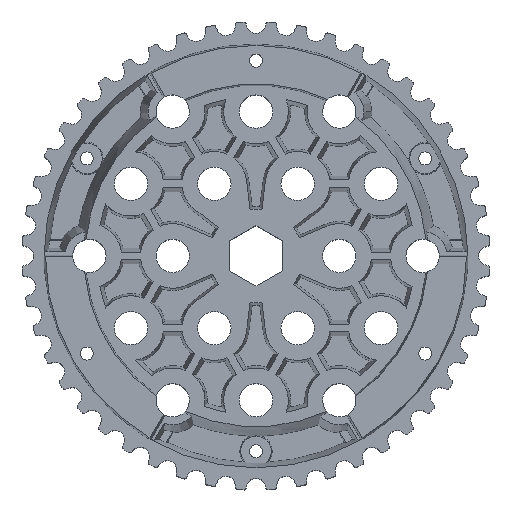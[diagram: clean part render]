
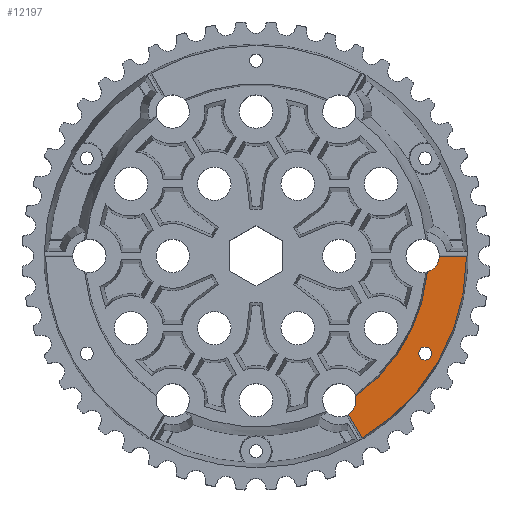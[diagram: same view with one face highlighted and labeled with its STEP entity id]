
A CAD part, top view. The second image highlights one B-rep face of the part: STEP entity #12197.
In plain terms, the highlighted planar face has unit normal (0, 0, 1).
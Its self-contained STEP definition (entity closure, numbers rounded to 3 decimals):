
#1207 = EDGE_LOOP ( 'NONE', ( #12254, #19673 ) ) ;
#1293 = DIRECTION ( 'NONE',  ( -1., 0., 0. ) ) ;
#1654 = VERTEX_POINT ( 'NONE', #3685 ) ;
#2012 = DIRECTION ( 'NONE',  ( -1., 0., 0. ) ) ;
#2372 = AXIS2_PLACEMENT_3D ( 'NONE', #3727, #15890, #11364 ) ;
#2703 = CIRCLE ( 'NONE', #17419, 1.6 ) ;
#2768 = ORIENTED_EDGE ( 'NONE', *, *, #6409, .F. ) ;
#2803 = CARTESIAN_POINT ( 'NONE',  ( 14.5, -22.918, 11.7 ) ) ;
#3016 = AXIS2_PLACEMENT_3D ( 'NONE', #6555, #21998, #10997 ) ;
#3333 = CARTESIAN_POINT ( 'NONE',  ( 14.738, -32.293, 11.7 ) ) ;
#3685 = CARTESIAN_POINT ( 'NONE',  ( 18.712, -23., 11.7 ) ) ;
#3727 = CARTESIAN_POINT ( 'NONE',  ( -1.5, -22.918, 11.7 ) ) ;
#4563 = EDGE_LOOP ( 'NONE', ( #2768, #27982, #13264, #15533, #4881, #5510, #19439 ) ) ;
#4810 = AXIS2_PLACEMENT_3D ( 'NONE', #24373, #6719, #17880 ) ;
#4881 = ORIENTED_EDGE ( 'NONE', *, *, #12757, .T. ) ;
#5022 = CARTESIAN_POINT ( 'NONE',  ( 16.098, -23., 11.7 ) ) ;
#5049 = DIRECTION ( 'NONE',  ( 0., 0., 1. ) ) ;
#5174 = EDGE_CURVE ( 'NONE', #6543, #24175, #5747, .T. ) ;
#5281 = CARTESIAN_POINT ( 'NONE',  ( 6.5, -36.775, 11.7 ) ) ;
#5330 = VERTEX_POINT ( 'NONE', #17767 ) ;
#5510 = ORIENTED_EDGE ( 'NONE', *, *, #22925, .F. ) ;
#5747 = CIRCLE ( 'NONE', #2372, 16.533 ) ;
#6002 = CARTESIAN_POINT ( 'NONE',  ( 14.962, -24.45, 11.7 ) ) ;
#6097 = VERTEX_POINT ( 'NONE', #14747 ) ;
#6409 = EDGE_CURVE ( 'NONE', #24175, #21706, #2703, .T. ) ;
#6543 = VERTEX_POINT ( 'NONE', #14331 ) ;
#6555 = CARTESIAN_POINT ( 'NONE',  ( 6.5, -36.775, 11.7 ) ) ;
#6719 = DIRECTION ( 'NONE',  ( 0., 0., -1. ) ) ;
#7331 = EDGE_CURVE ( 'NONE', #5330, #17254, #13432, .T. ) ;
#7551 = PLANE ( 'NONE',  #22913 ) ;
#7858 = CARTESIAN_POINT ( 'NONE',  ( 8.676, -40.381, 11.7 ) ) ;
#8710 = CARTESIAN_POINT ( 'NONE',  ( 15.363, -32.293, 11.7 ) ) ;
#8824 = LINE ( 'NONE', #26099, #9182 ) ;
#9182 = VECTOR ( 'NONE', #2012, 1000. ) ;
#9356 = CIRCLE ( 'NONE', #27138, 0.625 ) ;
#10065 = DIRECTION ( 'NONE',  ( 0.5, -0.866, 0. ) ) ;
#10782 = FACE_OUTER_BOUND ( 'NONE', #4563, .T. ) ;
#10910 = AXIS2_PLACEMENT_3D ( 'NONE', #5281, #23348, #12281 ) ;
#10997 = DIRECTION ( 'NONE',  ( -1., 0., 0. ) ) ;
#11150 = CARTESIAN_POINT ( 'NONE',  ( 8.869, -40.716, 11.7 ) ) ;
#11364 = DIRECTION ( 'NONE',  ( 1., 0., 0. ) ) ;
#12197 = ADVANCED_FACE ( 'NONE', ( #19391, #10782 ), #7551, .T. ) ;
#12206 = CARTESIAN_POINT ( 'NONE',  ( 0.742, -24.715, 11.7 ) ) ;
#12254 = ORIENTED_EDGE ( 'NONE', *, *, #7331, .T. ) ;
#12281 = DIRECTION ( 'NONE',  ( -1., 0., 0. ) ) ;
#12757 = EDGE_CURVE ( 'NONE', #14158, #28000, #25941, .T. ) ;
#13044 = DIRECTION ( 'NONE',  ( -1., 0., 0. ) ) ;
#13264 = ORIENTED_EDGE ( 'NONE', *, *, #24856, .F. ) ;
#13432 = CIRCLE ( 'NONE', #21118, 0.625 ) ;
#13434 = CARTESIAN_POINT ( 'NONE',  ( 7.369, -38.118, 11.7 ) ) ;
#13561 = DIRECTION ( 'NONE',  ( 0.5, -0.866, 0. ) ) ;
#13827 = VECTOR ( 'NONE', #13561, 1000. ) ;
#13848 = DIRECTION ( 'NONE',  ( -1., 0., 0. ) ) ;
#14158 = VERTEX_POINT ( 'NONE', #13434 ) ;
#14331 = CARTESIAN_POINT ( 'NONE',  ( 8.058, -36.409, 11.7 ) ) ;
#14394 = EDGE_CURVE ( 'NONE', #17254, #5330, #9356, .T. ) ;
#14747 = CARTESIAN_POINT ( 'NONE',  ( 8.1, -36.775, 11.7 ) ) ;
#15533 = ORIENTED_EDGE ( 'NONE', *, *, #26951, .F. ) ;
#15890 = DIRECTION ( 'NONE',  ( 0., 0., 1. ) ) ;
#17254 = VERTEX_POINT ( 'NONE', #8710 ) ;
#17419 = AXIS2_PLACEMENT_3D ( 'NONE', #2803, #5049, #13848 ) ;
#17767 = CARTESIAN_POINT ( 'NONE',  ( 14.113, -32.293, 11.7 ) ) ;
#17880 = DIRECTION ( 'NONE',  ( 1., 0., 0. ) ) ;
#19391 = FACE_BOUND ( 'NONE', #1207, .T. ) ;
#19439 = ORIENTED_EDGE ( 'NONE', *, *, #26609, .T. ) ;
#19673 = ORIENTED_EDGE ( 'NONE', *, *, #14394, .T. ) ;
#21118 = AXIS2_PLACEMENT_3D ( 'NONE', #26251, #28632, #13044 ) ;
#21706 = VERTEX_POINT ( 'NONE', #5022 ) ;
#21998 = DIRECTION ( 'NONE',  ( 0., 0., 1. ) ) ;
#22629 = CIRCLE ( 'NONE', #10910, 1.6 ) ;
#22913 = AXIS2_PLACEMENT_3D ( 'NONE', #12206, #23277, #10065 ) ;
#22925 = EDGE_CURVE ( 'NONE', #1654, #28000, #23148, .T. ) ;
#23148 = CIRCLE ( 'NONE', #4810, 20.212 ) ;
#23277 = DIRECTION ( 'NONE',  ( 0., 0., 1. ) ) ;
#23348 = DIRECTION ( 'NONE',  ( 0., 0., 1. ) ) ;
#24175 = VERTEX_POINT ( 'NONE', #6002 ) ;
#24373 = CARTESIAN_POINT ( 'NONE',  ( -1.5, -22.918, 11.7 ) ) ;
#24856 = EDGE_CURVE ( 'NONE', #6097, #6543, #27549, .T. ) ;
#25556 = DIRECTION ( 'NONE',  ( 0., 0., -1. ) ) ;
#25941 = LINE ( 'NONE', #11150, #13827 ) ;
#26099 = CARTESIAN_POINT ( 'NONE',  ( 0., -23., 11.7 ) ) ;
#26251 = CARTESIAN_POINT ( 'NONE',  ( 14.738, -32.293, 11.7 ) ) ;
#26609 = EDGE_CURVE ( 'NONE', #1654, #21706, #8824, .T. ) ;
#26951 = EDGE_CURVE ( 'NONE', #14158, #6097, #22629, .T. ) ;
#27138 = AXIS2_PLACEMENT_3D ( 'NONE', #3333, #25556, #1293 ) ;
#27549 = CIRCLE ( 'NONE', #3016, 1.6 ) ;
#27982 = ORIENTED_EDGE ( 'NONE', *, *, #5174, .F. ) ;
#28000 = VERTEX_POINT ( 'NONE', #7858 ) ;
#28632 = DIRECTION ( 'NONE',  ( 0., 0., -1. ) ) ;
